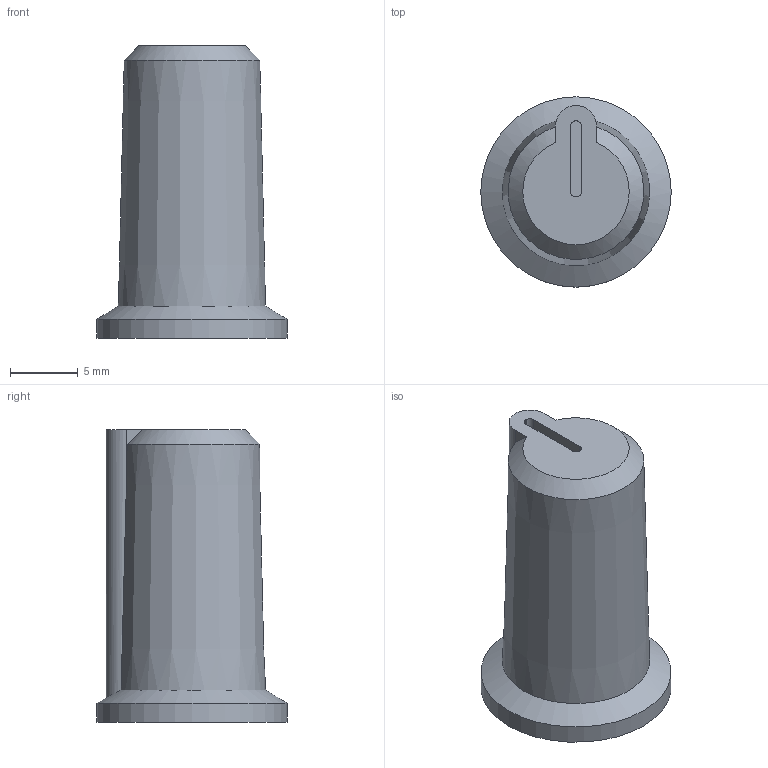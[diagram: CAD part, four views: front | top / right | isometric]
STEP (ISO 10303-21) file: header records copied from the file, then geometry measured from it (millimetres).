
FILE_DESCRIPTION(/* description */ ('FreeCAD Model'),/* implementation_level */ '2;1');
FILE_NAME(/* name */ 'Pokretlo2.step',/* time_stamp */ '2026-02-10T17:25:00+01:00',/* author */ (''),/* organization */ (''),/* preprocessor_version */ 'ST-DEVELOPER v20.1',/* originating_system */ 'Autodesk Translation Framework v14.24.0.0',/* authorisation */ '');
FILE_SCHEMA (('AUTOMOTIVE_DESIGN { 1 0 10303 214 3 1 1 }'));
Length unit declared in the file: millimetre
Products named in the file (1): Body
Bounding box: 14 x 14 x 21.5 mm (x, y, z)
Volume: 1436.8 mm3; surface area: 1575.5 mm2
Topology: 1 solids, 1 shells, 26 faces, 65 edges, 43 vertices
Faces by surface type: plane 15, cylinder 8, cone 3
Full cylindrical faces by diameter (mm): 6.4 x1, 14 x1
Entity records: 843 total; most frequent: CARTESIAN_POINT 178, DIRECTION 132, ORIENTED_EDGE 130, EDGE_CURVE 65, AXIS2_PLACEMENT_3D 49, VERTEX_POINT 43, LINE 34, VECTOR 34
